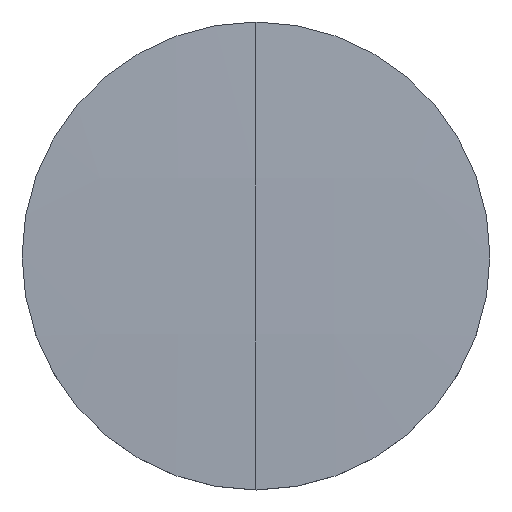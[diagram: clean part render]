
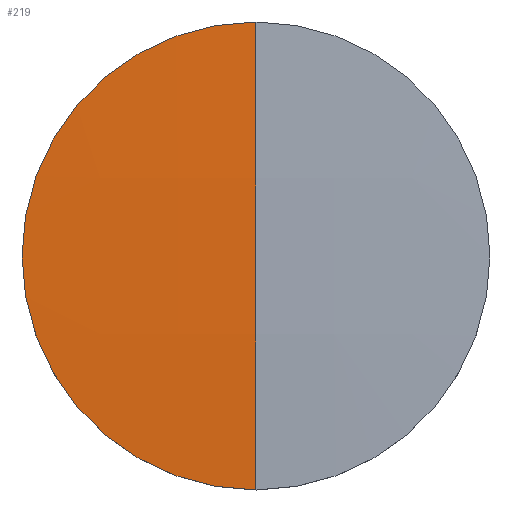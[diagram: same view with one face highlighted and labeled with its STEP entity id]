
A CAD part, top view. The second image highlights one B-rep face of the part: STEP entity #219.
In plain terms, the highlighted free-form (B-spline) face has degree [3, 3] with [4, 4] control points.
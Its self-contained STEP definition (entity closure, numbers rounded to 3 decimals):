
#4 = AXIS2_PLACEMENT_3D ( 'NONE', #150, #69, #221 ) ;
#21 = AXIS2_PLACEMENT_3D ( 'NONE', #235, #128, #242 ) ;
#22 = CARTESIAN_POINT ( 'NONE',  ( 0., 12.7, 2.788 ) ) ;
#37 = VERTEX_POINT ( 'NONE', #72 ) ;
#41 = CARTESIAN_POINT ( 'NONE',  ( -4.257, -12.852, 2.783 ) ) ;
#56 = AXIS2_PLACEMENT_3D ( 'NONE', #240, #111, #270 ) ;
#69 = DIRECTION ( 'NONE',  ( 0., 0., -1. ) ) ;
#72 = CARTESIAN_POINT ( 'NONE',  ( 0., -12.7, 2.788 ) ) ;
#78 = CIRCLE ( 'NONE', #56, 12.7 ) ;
#81 = CARTESIAN_POINT ( 'NONE',  ( 0., 4.286, 3.072 ) ) ;
#85 = EDGE_LOOP ( 'NONE', ( #208, #214, #197 ) ) ;
#86 = CARTESIAN_POINT ( 'NONE',  ( -12.7, 0., 2.788 ) ) ;
#103 = CARTESIAN_POINT ( 'NONE',  ( 0., -4.286, 3.072 ) ) ;
#106 = CARTESIAN_POINT ( 'NONE',  ( -12.779, -4.286, 2.858 ) ) ;
#111 = DIRECTION ( 'NONE',  ( 0., 0., -1. ) ) ;
#123 = CARTESIAN_POINT ( 'NONE',  ( -4.257, 12.852, 2.783 ) ) ;
#127 = CARTESIAN_POINT ( 'NONE',  ( -12.769, 12.852, 2.568 ) ) ;
#128 = DIRECTION ( 'NONE',  ( -1., 0., 0. ) ) ;
#145 = FACE_OUTER_BOUND ( 'NONE', #85, .T. ) ;
#146 = CARTESIAN_POINT ( 'NONE',  ( 0., -12.852, 2.783 ) ) ;
#150 = CARTESIAN_POINT ( 'NONE',  ( 0., 0., 2.788 ) ) ;
#174 = CIRCLE ( 'NONE', #4, 12.7 ) ;
#188 = CARTESIAN_POINT ( 'NONE',  ( -8.52, 4.286, 3.001 ) ) ;
#190 = CARTESIAN_POINT ( 'NONE',  ( -12.769, -12.852, 2.568 ) ) ;
#194 =( BOUNDED_SURFACE ( )  B_SPLINE_SURFACE ( 3, 3, ( 
 ( #146, #41, #293, #190 ),
 ( #103, #210, #213, #106 ),
 ( #81, #263, #188, #259 ),
 ( #232, #123, #291, #127 ) ),
 .UNSPECIFIED., .F., .F., .F. ) 
 B_SPLINE_SURFACE_WITH_KNOTS ( ( 4, 4 ),
 ( 4, 4 ),
 ( 0., 1. ),
 ( 0., 1. ),
 .UNSPECIFIED. ) 
 GEOMETRIC_REPRESENTATION_ITEM ( )  RATIONAL_B_SPLINE_SURFACE ( (
 ( 1., 1., 1., 1.),
 ( 1., 1., 1., 1.),
 ( 1., 1., 1., 1.),
 ( 1., 1., 1., 1.) ) ) 
 REPRESENTATION_ITEM ( '' )  SURFACE ( )  );
#197 = ORIENTED_EDGE ( 'NONE', *, *, #262, .F. ) ;
#208 = ORIENTED_EDGE ( 'NONE', *, *, #241, .F. ) ;
#210 = CARTESIAN_POINT ( 'NONE',  ( -4.261, -4.286, 3.072 ) ) ;
#213 = CARTESIAN_POINT ( 'NONE',  ( -8.52, -4.286, 3.001 ) ) ;
#214 = ORIENTED_EDGE ( 'NONE', *, *, #244, .T. ) ;
#219 = ADVANCED_FACE ( 'NONE', ( #145 ), #194, .T. ) ;
#221 = DIRECTION ( 'NONE',  ( 1., 0., 0. ) ) ;
#232 = CARTESIAN_POINT ( 'NONE',  ( 0., 12.852, 2.783 ) ) ;
#235 = CARTESIAN_POINT ( 'NONE',  ( 0., 0., -377.4 ) ) ;
#240 = CARTESIAN_POINT ( 'NONE',  ( 0., 0., 2.788 ) ) ;
#241 = EDGE_CURVE ( 'NONE', #37, #294, #174, .T. ) ;
#242 = DIRECTION ( 'NONE',  ( 0., -1., 0. ) ) ;
#244 = EDGE_CURVE ( 'NONE', #37, #250, #257, .T. ) ;
#250 = VERTEX_POINT ( 'NONE', #22 ) ;
#257 = CIRCLE ( 'NONE', #21, 380.4 ) ;
#259 = CARTESIAN_POINT ( 'NONE',  ( -12.779, 4.286, 2.858 ) ) ;
#262 = EDGE_CURVE ( 'NONE', #294, #250, #78, .T. ) ;
#263 = CARTESIAN_POINT ( 'NONE',  ( -4.261, 4.286, 3.072 ) ) ;
#270 = DIRECTION ( 'NONE',  ( 1., 0., 0. ) ) ;
#291 = CARTESIAN_POINT ( 'NONE',  ( -8.514, 12.852, 2.711 ) ) ;
#293 = CARTESIAN_POINT ( 'NONE',  ( -8.514, -12.852, 2.711 ) ) ;
#294 = VERTEX_POINT ( 'NONE', #86 ) ;
